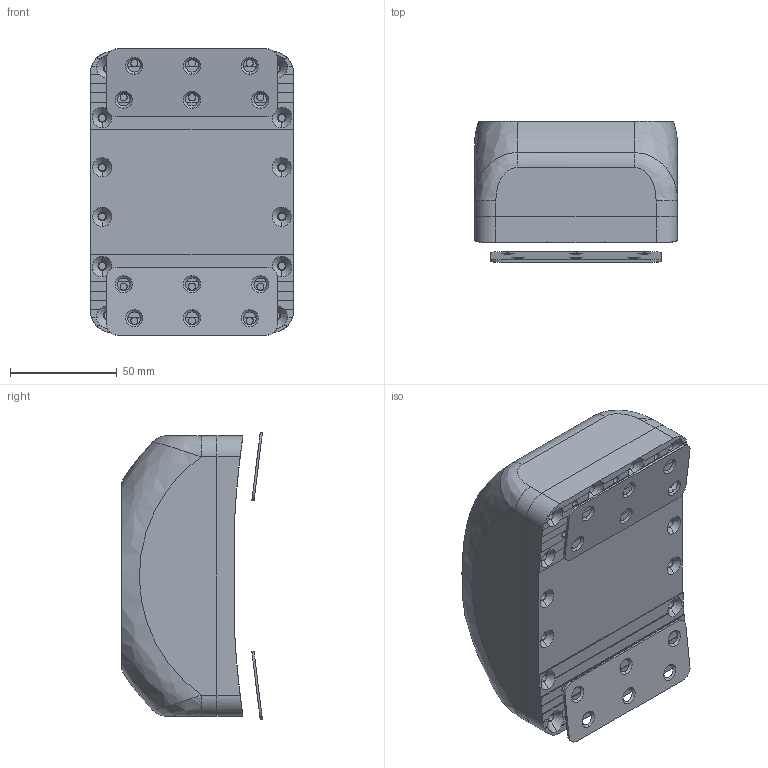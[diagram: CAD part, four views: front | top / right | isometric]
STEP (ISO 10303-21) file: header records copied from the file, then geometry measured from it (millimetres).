
FILE_DESCRIPTION (( 'STEP AP214' ), '1' );
FILE_NAME ('elephant collar payload - enclosure.STEP', '2020-08-25T11:58:29', ( '' ), ( '' ), 'SwSTEP 2.0', 'SolidWorks 2016', '' );
FILE_SCHEMA (( 'AUTOMOTIVE_DESIGN' ));
Length unit declared in the file: millimetre
Products named in the file (1): elephant collar payload - enclosure
Bounding box: 95 x 65.81 x 134.1 mm (x, y, z)
Volume: 344831.6 mm3; surface area: 98549.4 mm2
Topology: 4 solids, 4 shells, 425 faces, 1128 edges, 736 vertices
Faces by surface type: plane 183, cylinder 180, cone 56, bspline 6
Entity records: 19024 total; most frequent: CARTESIAN_POINT 3282, DIRECTION 2404, ORIENTED_EDGE 2256, EDGE_CURVE 1128, AXIS2_PLACEMENT_3D 924, VERTEX_POINT 736, VECTOR 556, LINE 556
